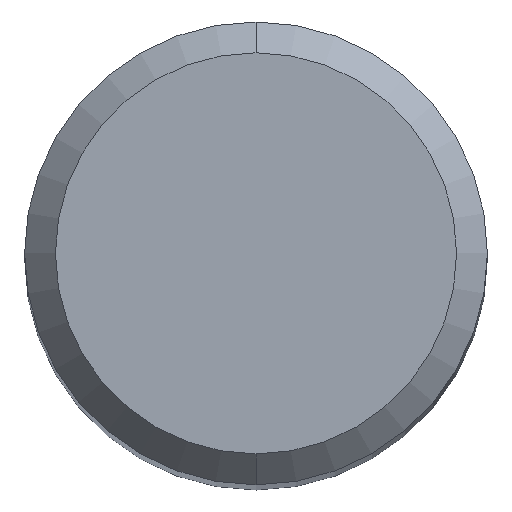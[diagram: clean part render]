
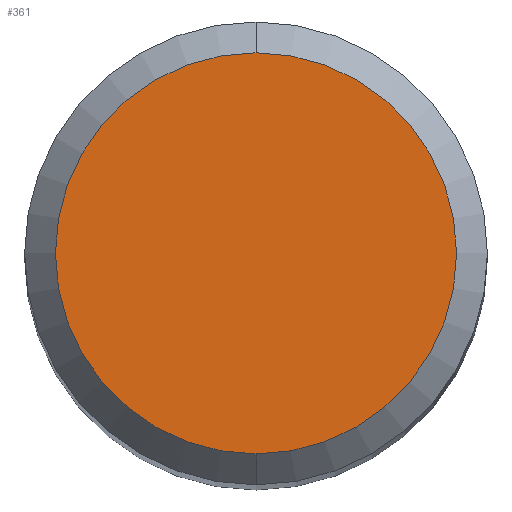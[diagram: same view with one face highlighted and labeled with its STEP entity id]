
A CAD part, top view. The second image highlights one B-rep face of the part: STEP entity #361.
In plain terms, the highlighted planar face has unit normal (0, 0, 1).
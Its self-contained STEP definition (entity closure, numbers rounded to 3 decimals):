
#267=EDGE_CURVE('',#275,#307,#583,.T.);
#275=VERTEX_POINT('',#593);
#293=EDGE_CURVE('',#307,#275,#612,.T.);
#307=VERTEX_POINT('',#626);
#361=ADVANCED_FACE('',(#685),#686,.T.);
#583=CIRCLE('',#1015,2.6);
#593=CARTESIAN_POINT('',(0.0,2.6,0.0));
#612=CIRCLE('',#1050,2.6);
#626=CARTESIAN_POINT('',(0.,-2.6,0.0));
#685=FACE_OUTER_BOUND('',#1227,.T.);
#686=PLANE('',#1228);
#1015=AXIS2_PLACEMENT_3D('',#1545,#1546,#1547);
#1050=AXIS2_PLACEMENT_3D('',#1575,#1576,#1577);
#1227=EDGE_LOOP('',(#1651,#1652));
#1228=AXIS2_PLACEMENT_3D('',#1653,#1654,#1655);
#1545=CARTESIAN_POINT('',(0.0,0.0,0.0));
#1546=DIRECTION('',(0.0,0.0,-1.0));
#1547=DIRECTION('',(0.0,1.0,0.0));
#1575=CARTESIAN_POINT('',(0.0,0.0,0.0));
#1576=DIRECTION('',(0.0,0.0,-1.0));
#1577=DIRECTION('',(0.0,1.0,0.0));
#1651=ORIENTED_EDGE('',*,*,#267,.F.);
#1652=ORIENTED_EDGE('',*,*,#293,.F.);
#1653=CARTESIAN_POINT('',(0.0,1.3,0.0));
#1654=DIRECTION('',(-0.0,0.0,1.0));
#1655=DIRECTION('',(0.0,-1.0,0.0));
